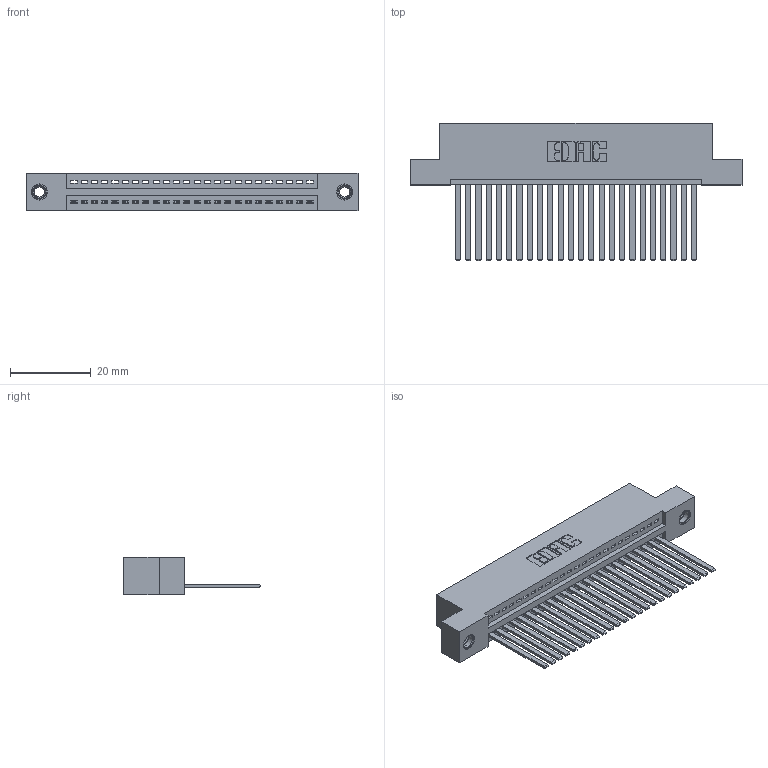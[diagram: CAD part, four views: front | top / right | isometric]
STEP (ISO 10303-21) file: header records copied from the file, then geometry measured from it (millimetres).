
FILE_DESCRIPTION (( 'STEP AP203' ), '1' );
FILE_NAME ('345-024-544-107.STEP', '2019-10-05T05:13:04', ( '' ), ( '' ), 'SwSTEP 2.0', 'SolidWorks 2016', '' );
FILE_SCHEMA (( 'CONFIG_CONTROL_DESIGN' ));
Length unit declared in the file: inch
Products named in the file (4): 345-292-001_345-293-144; 345-024-544-107; 345-250-001_345-250-005-103; 345 Part_Flush Mounting Lugs - 0.156 Dia-TI
Assembly tree (27 placements, depth 2):
  345-024-544-107
    345 Part_Flush Mounting Lugs - 0.156 Dia-TI
    345-292-001_345-293-144  x24
    345-250-001_345-250-005-103  x2
Bounding box: 82.17 x 33.96 x 9.4 mm (x, y, z)
Volume: 7921.5 mm3; surface area: 11149.3 mm2
Topology: 27 solids, 27 shells, 1434 faces, 4269 edges, 2806 vertices
Faces by surface type: plane 976, cylinder 442, cone 12, torus 4
Entity records: 21488 total; most frequent: CARTESIAN_POINT 3703, ORIENTED_EDGE 3654, DIRECTION 3285, EDGE_CURVE 1827, VECTOR 1583, LINE 1583, VERTEX_POINT 1212, AXIS2_PLACEMENT_3D 851
